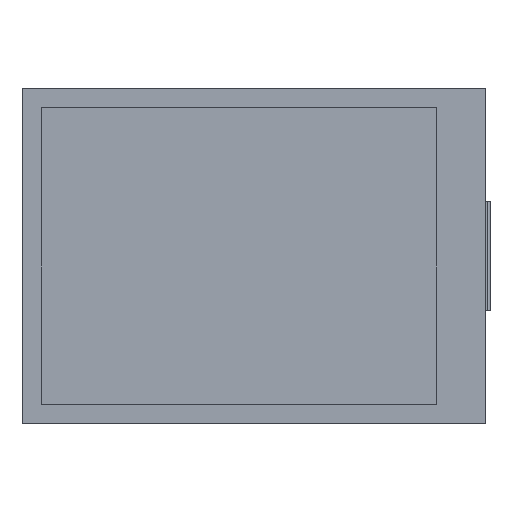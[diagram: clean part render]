
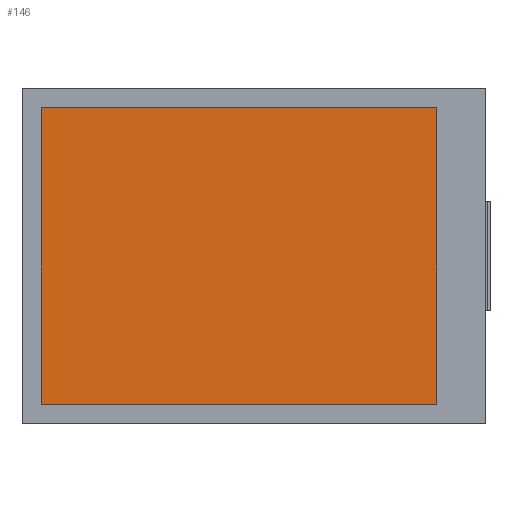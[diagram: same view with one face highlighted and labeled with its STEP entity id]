
A CAD part, top view. The second image highlights one B-rep face of the part: STEP entity #146.
In plain terms, the highlighted planar face has unit normal (0, 0, 1).
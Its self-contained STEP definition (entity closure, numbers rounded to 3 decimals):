
#32 = VERTEX_POINT('',#33);
#33 = CARTESIAN_POINT('',(-20.4,-15.3,1.));
#39 = EDGE_CURVE('',#32,#40,#42,.T.);
#40 = VERTEX_POINT('',#41);
#41 = CARTESIAN_POINT('',(-20.4,15.3,1.));
#42 = LINE('',#43,#44);
#43 = CARTESIAN_POINT('',(-20.4,-15.3,1.));
#44 = VECTOR('',#45,1.);
#45 = DIRECTION('',(0.,1.,0.));
#128 = EDGE_CURVE('',#40,#129,#131,.T.);
#129 = VERTEX_POINT('',#130);
#130 = CARTESIAN_POINT('',(20.4,15.3,1.));
#131 = LINE('',#132,#133);
#132 = CARTESIAN_POINT('',(-20.4,15.3,1.));
#133 = VECTOR('',#134,1.);
#134 = DIRECTION('',(1.,0.,0.));
#146 = ADVANCED_FACE('',(#147),#165,.T.);
#147 = FACE_BOUND('',#148,.F.);
#148 = EDGE_LOOP('',(#149,#150,#151,#159));
#149 = ORIENTED_EDGE('',*,*,#39,.T.);
#150 = ORIENTED_EDGE('',*,*,#128,.T.);
#151 = ORIENTED_EDGE('',*,*,#152,.T.);
#152 = EDGE_CURVE('',#129,#153,#155,.T.);
#153 = VERTEX_POINT('',#154);
#154 = CARTESIAN_POINT('',(20.4,-15.3,1.));
#155 = LINE('',#156,#157);
#156 = CARTESIAN_POINT('',(20.4,15.3,1.));
#157 = VECTOR('',#158,1.);
#158 = DIRECTION('',(0.,-1.,0.));
#159 = ORIENTED_EDGE('',*,*,#160,.T.);
#160 = EDGE_CURVE('',#153,#32,#161,.T.);
#161 = LINE('',#162,#163);
#162 = CARTESIAN_POINT('',(20.4,-15.3,1.));
#163 = VECTOR('',#164,1.);
#164 = DIRECTION('',(-1.,0.,0.));
#165 = PLANE('',#166);
#166 = AXIS2_PLACEMENT_3D('',#167,#168,#169);
#167 = CARTESIAN_POINT('',(0.,0.,1.));
#168 = DIRECTION('',(0.,0.,1.));
#169 = DIRECTION('',(1.,0.,0.));
